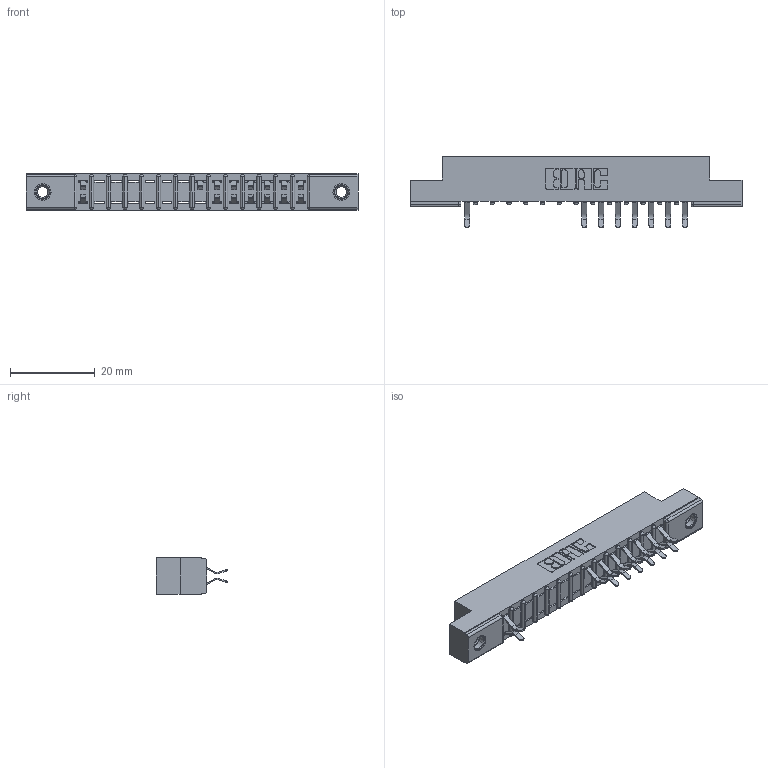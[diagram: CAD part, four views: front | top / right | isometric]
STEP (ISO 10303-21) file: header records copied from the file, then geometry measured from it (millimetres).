
FILE_DESCRIPTION (( 'STEP AP203' ), '1' );
FILE_NAME ('307-028-556-207.STEP', '2018-08-04T17:04:34', ( '' ), ( '' ), 'SwSTEP 2.0', 'SolidWorks 2016', '' );
FILE_SCHEMA (( 'CONFIG_CONTROL_DESIGN' ));
Length unit declared in the file: inch
Products named in the file (4): 307-290-001_556; 345-250-001_345-250-005-103; 307-028-556-207; 307 Part_.156 Dia Mounting Holes
Assembly tree (18 placements, depth 2):
  307-028-556-207
    307 Part_.156 Dia Mounting Holes
    307-290-001_556  x15
    345-250-001_345-250-005-103  x2
Bounding box: 78.49 x 16.97 x 8.71 mm (x, y, z)
Volume: 4950.2 mm3; surface area: 7355.2 mm2
Topology: 18 solids, 18 shells, 1073 faces, 3005 edges, 1934 vertices
Faces by surface type: plane 675, cylinder 352, sphere 30, cone 12, torus 4
Entity records: 16775 total; most frequent: CARTESIAN_POINT 2792, ORIENTED_EDGE 2770, DIRECTION 2743, EDGE_CURVE 1385, LINE 1049, VECTOR 1049, VERTEX_POINT 896, AXIS2_PLACEMENT_3D 847
